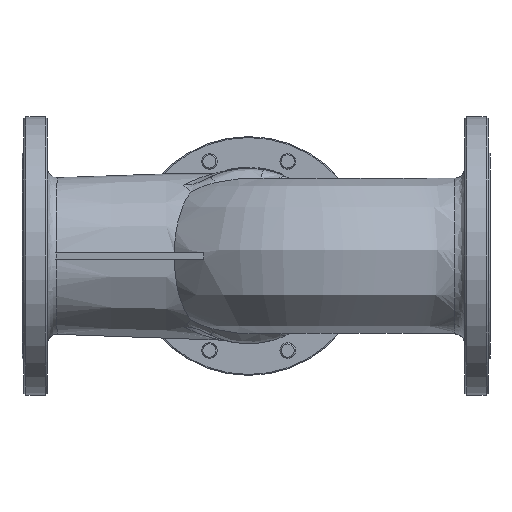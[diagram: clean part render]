
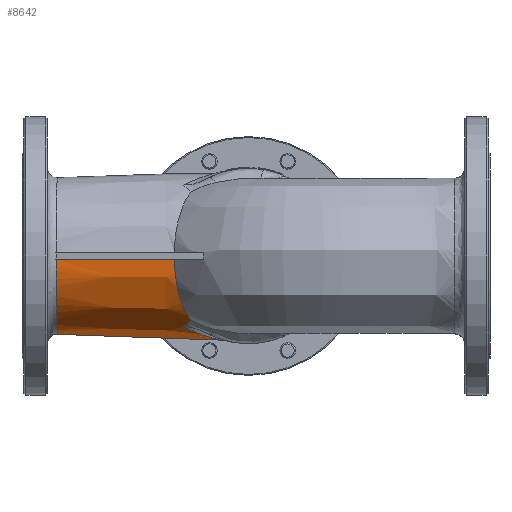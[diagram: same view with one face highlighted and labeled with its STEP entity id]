
A CAD part, front view. The second image highlights one B-rep face of the part: STEP entity #8642.
In plain terms, the highlighted free-form (B-spline) face has degree [3, 3] with [7, 4] control points.
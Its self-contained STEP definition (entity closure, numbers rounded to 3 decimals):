
#283=B_SPLINE_CURVE_WITH_KNOTS('',3,(#17156,#17157,#17158,#17159,#17160,
#17161),.UNSPECIFIED.,.F.,.F.,(4,2,4),(-1.479,-1.475,
0.),.UNSPECIFIED.);
#290=B_SPLINE_CURVE_WITH_KNOTS('',3,(#17299,#17300,#17301,#17302,#17303,
#17304,#17305,#17306,#17307),.UNSPECIFIED.,.F.,.F.,(4,1,1,1,1,1,4),(71.046,
74.259,75.865,76.4,77.471,78.006,
78.541),.UNSPECIFIED.);
#356=B_SPLINE_CURVE_WITH_KNOTS('',3,(#19573,#19574,#19575,#19576),
 .UNSPECIFIED.,.F.,.F.,(4,4),(1.043,17.949),
 .UNSPECIFIED.);
#360=B_SPLINE_CURVE_WITH_KNOTS('',3,(#19649,#19650,#19651,#19652,#19653,
#19654,#19655,#19656,#19657,#19658,#19659,#19660,#19661,#19662,#19663,#19664),
 .UNSPECIFIED.,.F.,.F.,(4,3,3,3,3,4),(12.166,13.529,
14.648,15.392,15.991,16.631),
 .UNSPECIFIED.);
#361=B_SPLINE_CURVE_WITH_KNOTS('',3,(#19666,#19667,#19668,#19669,#19670,
#19671,#19672),.UNSPECIFIED.,.F.,.F.,(4,3,4),(-13.073,-2.892,
-0.916),.UNSPECIFIED.);
#362=B_SPLINE_CURVE_WITH_KNOTS('',3,(#19674,#19675,#19676,#19677,#19678,
#19679,#19680,#19681),.UNSPECIFIED.,.F.,.F.,(4,1,1,1,1,4),(-6.283,
-5.834,-5.386,-5.086,-4.787,
-4.771),.UNSPECIFIED.);
#363=B_SPLINE_CURVE_WITH_KNOTS('',3,(#19682,#19683,#19684,#19685),
 .UNSPECIFIED.,.F.,.F.,(4,4),(-0.015,0.),.UNSPECIFIED.);
#437=B_SPLINE_SURFACE_WITH_KNOTS('',3,3,((#19620,#19621,#19622,#19623),
(#19624,#19625,#19626,#19627),(#19628,#19629,#19630,#19631),(#19632,#19633,
#19634,#19635),(#19636,#19637,#19638,#19639),(#19640,#19641,#19642,#19643),
(#19644,#19645,#19646,#19647)),.UNSPECIFIED.,.F.,.F.,.F.,(4,1,1,1,4),(4,
4),(4.754,4.972,5.409,5.846,
6.283),(0.92,17.949),.UNSPECIFIED.);
#2219=FACE_OUTER_BOUND('',#2816,.T.);
#2816=EDGE_LOOP('',(#7208,#7209,#7210,#7211,#7212,#7213,#7214));
#3943=VERTEX_POINT('',#17154);
#3944=VERTEX_POINT('',#17155);
#3948=VERTEX_POINT('',#17298);
#4085=VERTEX_POINT('',#19572);
#4088=VERTEX_POINT('',#19648);
#4089=VERTEX_POINT('',#19665);
#4090=VERTEX_POINT('',#19673);
#4947=EDGE_CURVE('',#3943,#3944,#283,.T.);
#4955=EDGE_CURVE('',#3943,#3948,#290,.T.);
#5164=EDGE_CURVE('',#4085,#3948,#356,.T.);
#5168=EDGE_CURVE('',#4088,#3944,#360,.T.);
#5169=EDGE_CURVE('',#4088,#4089,#361,.T.);
#5170=EDGE_CURVE('',#4090,#4089,#362,.T.);
#5171=EDGE_CURVE('',#4085,#4090,#363,.T.);
#7208=ORIENTED_EDGE('',*,*,#4947,.T.);
#7209=ORIENTED_EDGE('',*,*,#5168,.F.);
#7210=ORIENTED_EDGE('',*,*,#5169,.T.);
#7211=ORIENTED_EDGE('',*,*,#5170,.F.);
#7212=ORIENTED_EDGE('',*,*,#5171,.F.);
#7213=ORIENTED_EDGE('',*,*,#5164,.T.);
#7214=ORIENTED_EDGE('',*,*,#4955,.F.);
#8642=ADVANCED_FACE('',(#2219),#437,.T.);
#17154=CARTESIAN_POINT('',(165.784,-26.519,-72.814));
#17155=CARTESIAN_POINT('',(173.578,-35.75,-65.988));
#17156=CARTESIAN_POINT('Ctrl Pts',(165.784,-26.519,-72.814));
#17157=CARTESIAN_POINT('Ctrl Pts',(165.791,-26.527,-72.809));
#17158=CARTESIAN_POINT('Ctrl Pts',(165.799,-26.536,-72.803));
#17159=CARTESIAN_POINT('Ctrl Pts',(168.53,-29.723,-70.8));
#17160=CARTESIAN_POINT('Ctrl Pts',(170.379,-32.947,-68.452));
#17161=CARTESIAN_POINT('Ctrl Pts',(173.578,-35.75,-65.988));
#17298=CARTESIAN_POINT('',(204.149,21.889,-86.268));
#17299=CARTESIAN_POINT('Ctrl Pts',(165.784,-26.519,-72.814));
#17300=CARTESIAN_POINT('Ctrl Pts',(172.177,-20.52,-76.205));
#17301=CARTESIAN_POINT('Ctrl Pts',(182.019,-11.104,-80.364));
#17302=CARTESIAN_POINT('Ctrl Pts',(192.447,0.178,-83.521));
#17303=CARTESIAN_POINT('Ctrl Pts',(198.105,7.33,-84.99));
#17304=CARTESIAN_POINT('Ctrl Pts',(201.434,12.353,-85.743));
#17305=CARTESIAN_POINT('Ctrl Pts',(203.62,17.726,-86.183));
#17306=CARTESIAN_POINT('Ctrl Pts',(204.1,20.504,-86.266));
#17307=CARTESIAN_POINT('Ctrl Pts',(204.149,21.889,-86.268));
#19572=CARTESIAN_POINT('',(36.352,1.272,-80.364));
#19573=CARTESIAN_POINT('Ctrl Pts',(36.352,1.272,-80.364));
#19574=CARTESIAN_POINT('Ctrl Pts',(92.284,8.144,-82.332));
#19575=CARTESIAN_POINT('Ctrl Pts',(148.216,15.017,-84.3));
#19576=CARTESIAN_POINT('Ctrl Pts',(204.149,21.889,-86.268));
#19620=CARTESIAN_POINT('Ctrl Pts',(35.128,-79.131,-3.324));
#19621=CARTESIAN_POINT('Ctrl Pts',(91.468,-74.189,-3.406));
#19622=CARTESIAN_POINT('Ctrl Pts',(147.808,-69.247,-3.488));
#19623=CARTESIAN_POINT('Ctrl Pts',(204.149,-64.305,-3.57));
#19624=CARTESIAN_POINT('Ctrl Pts',(35.128,-78.889,-9.168));
#19625=CARTESIAN_POINT('Ctrl Pts',(91.468,-73.941,-9.395));
#19626=CARTESIAN_POINT('Ctrl Pts',(147.808,-68.993,-9.621));
#19627=CARTESIAN_POINT('Ctrl Pts',(204.149,-64.045,-9.847));
#19628=CARTESIAN_POINT('Ctrl Pts',(35.128,-76.256,-26.628));
#19629=CARTESIAN_POINT('Ctrl Pts',(91.468,-71.243,-27.285));
#19630=CARTESIAN_POINT('Ctrl Pts',(147.808,-66.23,-27.942));
#19631=CARTESIAN_POINT('Ctrl Pts',(204.149,-61.217,-28.599));
#19632=CARTESIAN_POINT('Ctrl Pts',(35.128,-62.472,-53.22));
#19633=CARTESIAN_POINT('Ctrl Pts',(91.468,-57.119,-54.533));
#19634=CARTESIAN_POINT('Ctrl Pts',(147.808,-51.766,-55.846));
#19635=CARTESIAN_POINT('Ctrl Pts',(204.149,-46.413,-57.16));
#19636=CARTESIAN_POINT('Ctrl Pts',(35.128,-33.969,-75.129));
#19637=CARTESIAN_POINT('Ctrl Pts',(91.468,-27.912,-76.983));
#19638=CARTESIAN_POINT('Ctrl Pts',(147.808,-21.856,-78.837));
#19639=CARTESIAN_POINT('Ctrl Pts',(204.149,-15.799,-80.692));
#19640=CARTESIAN_POINT('Ctrl Pts',(35.128,-10.578,-80.321));
#19641=CARTESIAN_POINT('Ctrl Pts',(91.468,-3.944,-82.304));
#19642=CARTESIAN_POINT('Ctrl Pts',(147.808,2.69,-84.285));
#19643=CARTESIAN_POINT('Ctrl Pts',(204.149,9.324,-86.268));
#19644=CARTESIAN_POINT('Ctrl Pts',(35.128,1.122,-80.321));
#19645=CARTESIAN_POINT('Ctrl Pts',(91.468,8.044,-82.303));
#19646=CARTESIAN_POINT('Ctrl Pts',(147.808,14.967,-84.286));
#19647=CARTESIAN_POINT('Ctrl Pts',(204.149,21.889,-86.268));
#19648=CARTESIAN_POINT('',(156.231,-68.508,-3.5));
#19649=CARTESIAN_POINT('Ctrl Pts',(156.231,-68.508,-3.5));
#19650=CARTESIAN_POINT('Ctrl Pts',(156.383,-68.172,-11.296));
#19651=CARTESIAN_POINT('Ctrl Pts',(157.035,-66.715,-18.948));
#19652=CARTESIAN_POINT('Ctrl Pts',(158.188,-64.241,-26.235));
#19653=CARTESIAN_POINT('Ctrl Pts',(159.133,-62.212,-32.211));
#19654=CARTESIAN_POINT('Ctrl Pts',(160.419,-59.494,-37.927));
#19655=CARTESIAN_POINT('Ctrl Pts',(162.035,-56.253,-43.179));
#19656=CARTESIAN_POINT('Ctrl Pts',(163.109,-54.097,-46.673));
#19657=CARTESIAN_POINT('Ctrl Pts',(164.332,-51.707,-49.976));
#19658=CARTESIAN_POINT('Ctrl Pts',(165.716,-49.127,-53.064));
#19659=CARTESIAN_POINT('Ctrl Pts',(166.83,-47.05,-55.551));
#19660=CARTESIAN_POINT('Ctrl Pts',(168.038,-44.872,-57.868));
#19661=CARTESIAN_POINT('Ctrl Pts',(169.303,-42.699,-59.96));
#19662=CARTESIAN_POINT('Ctrl Pts',(170.656,-40.376,-62.197));
#19663=CARTESIAN_POINT('Ctrl Pts',(172.082,-38.04,-64.2));
#19664=CARTESIAN_POINT('Ctrl Pts',(173.578,-35.75,-65.988));
#19665=CARTESIAN_POINT('',(35.128,-79.123,-3.5));
#19666=CARTESIAN_POINT('Ctrl Pts',(156.231,-68.508,-3.5));
#19667=CARTESIAN_POINT('Ctrl Pts',(122.424,-71.471,-3.5));
#19668=CARTESIAN_POINT('Ctrl Pts',(88.617,-74.435,-3.5));
#19669=CARTESIAN_POINT('Ctrl Pts',(54.809,-77.398,-3.5));
#19670=CARTESIAN_POINT('Ctrl Pts',(48.249,-77.973,-3.5));
#19671=CARTESIAN_POINT('Ctrl Pts',(41.688,-78.548,-3.5));
#19672=CARTESIAN_POINT('Ctrl Pts',(35.128,-79.123,-3.5));
#19673=CARTESIAN_POINT('',(36.333,0.044,-80.354));
#19674=CARTESIAN_POINT('Ctrl Pts',(36.333,0.044,
-80.354));
#19675=CARTESIAN_POINT('Ctrl Pts',(36.15,-11.984,-80.165));
#19676=CARTESIAN_POINT('Ctrl Pts',(35.783,-35.95,-74.324));
#19677=CARTESIAN_POINT('Ctrl Pts',(35.396,-61.366,-53.447));
#19678=CARTESIAN_POINT('Ctrl Pts',(35.187,-75.201,-28.656));
#19679=CARTESIAN_POINT('Ctrl Pts',(35.135,-78.669,-12.366));
#19680=CARTESIAN_POINT('Ctrl Pts',(35.128,-79.105,-3.929));
#19681=CARTESIAN_POINT('Ctrl Pts',(35.128,-79.124,-3.5));
#19682=CARTESIAN_POINT('Ctrl Pts',(36.352,1.272,-80.364));
#19683=CARTESIAN_POINT('Ctrl Pts',(36.345,0.863,-80.364));
#19684=CARTESIAN_POINT('Ctrl Pts',(36.339,0.453,-80.361));
#19685=CARTESIAN_POINT('Ctrl Pts',(36.333,0.044,
-80.354));
